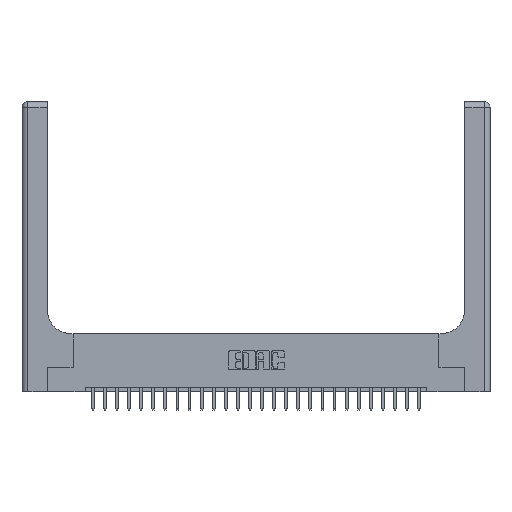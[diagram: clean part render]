
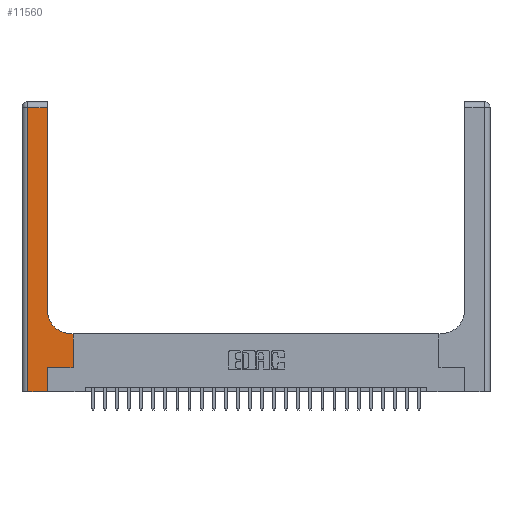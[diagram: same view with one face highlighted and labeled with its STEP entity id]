
A CAD part, top view. The second image highlights one B-rep face of the part: STEP entity #11560.
In plain terms, the highlighted planar face has unit normal (0, 0, 1).
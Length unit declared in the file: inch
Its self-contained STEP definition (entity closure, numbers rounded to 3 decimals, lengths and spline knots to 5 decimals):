
#430 = EDGE_CURVE ( 'NONE', #5072, #15938, #7804, .T. ) ;
#473 = ORIENTED_EDGE ( 'NONE', *, *, #14446, .T. ) ;
#672 = LINE ( 'NONE', #8440, #17422 ) ;
#995 = EDGE_LOOP ( 'NONE', ( #14301, #473, #15867, #2339, #22005, #6928, #14460, #10767, #8635 ) ) ;
#1179 = VECTOR ( 'NONE', #10016, 39.37008 ) ;
#1184 = LINE ( 'NONE', #5263, #13548 ) ;
#1905 = DIRECTION ( 'NONE',  ( 0., 0., -1. ) ) ;
#2124 = DIRECTION ( 'NONE',  ( 0., 1., 0. ) ) ;
#2339 = ORIENTED_EDGE ( 'NONE', *, *, #430, .T. ) ;
#2389 = LINE ( 'NONE', #8442, #13946 ) ;
#3548 = LINE ( 'NONE', #17264, #15074 ) ;
#3694 = CARTESIAN_POINT ( 'NONE',  ( 0.06, 0., 0.37 ) ) ;
#4001 = CARTESIAN_POINT ( 'NONE',  ( 0., 0., 0.37 ) ) ;
#4046 = VERTEX_POINT ( 'NONE', #24155 ) ;
#4940 = DIRECTION ( 'NONE',  ( 0., 0., -1. ) ) ;
#5066 = EDGE_CURVE ( 'NONE', #11019, #15501, #1184, .T. ) ;
#5072 = VERTEX_POINT ( 'NONE', #3694 ) ;
#5263 = CARTESIAN_POINT ( 'NONE',  ( 0.265, 0.25, 0.37 ) ) ;
#5714 = CARTESIAN_POINT ( 'NONE',  ( 0.51, 0.85, 0.37 ) ) ;
#6928 = ORIENTED_EDGE ( 'NONE', *, *, #5066, .T. ) ;
#6997 = VERTEX_POINT ( 'NONE', #17282 ) ;
#7058 = VERTEX_POINT ( 'NONE', #11096 ) ;
#7360 = DIRECTION ( 'NONE',  ( 1., 0., 0. ) ) ;
#7804 = LINE ( 'NONE', #4001, #1179 ) ;
#7879 = LINE ( 'NONE', #17791, #14523 ) ;
#8372 = FACE_OUTER_BOUND ( 'NONE', #995, .T. ) ;
#8440 = CARTESIAN_POINT ( 'NONE',  ( 0.26, 3., 0.37 ) ) ;
#8442 = CARTESIAN_POINT ( 'NONE',  ( 0.26, 0.6, 0.37 ) ) ;
#8518 = VECTOR ( 'NONE', #2124, 39.37008 ) ;
#8635 = ORIENTED_EDGE ( 'NONE', *, *, #16544, .T. ) ;
#9304 = CIRCLE ( 'NONE', #16370, 0.25 ) ;
#9719 = LINE ( 'NONE', #16116, #24001 ) ;
#9846 = LINE ( 'NONE', #13776, #8518 ) ;
#9881 = DIRECTION ( 'NONE',  ( 1., 0., 0. ) ) ;
#10016 = DIRECTION ( 'NONE',  ( 1., 0., 0. ) ) ;
#10196 = CARTESIAN_POINT ( 'NONE',  ( 0.265, 0., 0.37 ) ) ;
#10514 = DIRECTION ( 'NONE',  ( 0., 1., 0. ) ) ;
#10568 = DIRECTION ( 'NONE',  ( -1., 0., 0. ) ) ;
#10767 = ORIENTED_EDGE ( 'NONE', *, *, #18120, .T. ) ;
#10879 = EDGE_CURVE ( 'NONE', #7058, #5072, #7879, .T. ) ;
#11019 = VERTEX_POINT ( 'NONE', #18061 ) ;
#11096 = CARTESIAN_POINT ( 'NONE',  ( 0.06, 2.94, 0.37 ) ) ;
#11114 = DIRECTION ( 'NONE',  ( -1., 0., 0. ) ) ;
#11560 = ADVANCED_FACE ( 'NONE', ( #8372 ), #12665, .F. ) ;
#11862 = CARTESIAN_POINT ( 'NONE',  ( 0.26, 0.85, 0.37 ) ) ;
#11944 = CARTESIAN_POINT ( 'NONE',  ( 0.528, 0.25, 0.37 ) ) ;
#12665 = PLANE ( 'NONE',  #19148 ) ;
#13548 = VECTOR ( 'NONE', #7360, 39.37008 ) ;
#13776 = CARTESIAN_POINT ( 'NONE',  ( 0.528, 0.25, 0.37 ) ) ;
#13946 = VECTOR ( 'NONE', #14684, 39.37008 ) ;
#14301 = ORIENTED_EDGE ( 'NONE', *, *, #15058, .T. ) ;
#14446 = EDGE_CURVE ( 'NONE', #6997, #7058, #3548, .T. ) ;
#14460 = ORIENTED_EDGE ( 'NONE', *, *, #18475, .T. ) ;
#14523 = VECTOR ( 'NONE', #20020, 39.37008 ) ;
#14684 = DIRECTION ( 'NONE',  ( -1., 0., 0. ) ) ;
#15058 = EDGE_CURVE ( 'NONE', #22529, #6997, #672, .T. ) ;
#15074 = VECTOR ( 'NONE', #11114, 39.37008 ) ;
#15501 = VERTEX_POINT ( 'NONE', #11944 ) ;
#15867 = ORIENTED_EDGE ( 'NONE', *, *, #10879, .T. ) ;
#15938 = VERTEX_POINT ( 'NONE', #10196 ) ;
#16116 = CARTESIAN_POINT ( 'NONE',  ( 0.265, 0., 0.37 ) ) ;
#16370 = AXIS2_PLACEMENT_3D ( 'NONE', #5714, #1905, #9881 ) ;
#16544 = EDGE_CURVE ( 'NONE', #24752, #22529, #9304, .T. ) ;
#16829 = CARTESIAN_POINT ( 'NONE',  ( 0., 3., 0.37 ) ) ;
#17264 = CARTESIAN_POINT ( 'NONE',  ( 0., 2.94, 0.37 ) ) ;
#17282 = CARTESIAN_POINT ( 'NONE',  ( 0.26, 2.94, 0.37 ) ) ;
#17422 = VECTOR ( 'NONE', #10514, 39.37008 ) ;
#17791 = CARTESIAN_POINT ( 'NONE',  ( 0.06, 3., 0.37 ) ) ;
#18061 = CARTESIAN_POINT ( 'NONE',  ( 0.265, 0.25, 0.37 ) ) ;
#18120 = EDGE_CURVE ( 'NONE', #4046, #24752, #2389, .T. ) ;
#18475 = EDGE_CURVE ( 'NONE', #15501, #4046, #9846, .T. ) ;
#18501 = EDGE_CURVE ( 'NONE', #15938, #11019, #9719, .T. ) ;
#18987 = CARTESIAN_POINT ( 'NONE',  ( 0.51, 0.6, 0.37 ) ) ;
#19148 = AXIS2_PLACEMENT_3D ( 'NONE', #16829, #4940, #10568 ) ;
#20020 = DIRECTION ( 'NONE',  ( 0., -1., 0. ) ) ;
#21505 = DIRECTION ( 'NONE',  ( 0., 1., 0. ) ) ;
#22005 = ORIENTED_EDGE ( 'NONE', *, *, #18501, .T. ) ;
#22529 = VERTEX_POINT ( 'NONE', #11862 ) ;
#24001 = VECTOR ( 'NONE', #21505, 39.37008 ) ;
#24155 = CARTESIAN_POINT ( 'NONE',  ( 0.528, 0.6, 0.37 ) ) ;
#24752 = VERTEX_POINT ( 'NONE', #18987 ) ;
